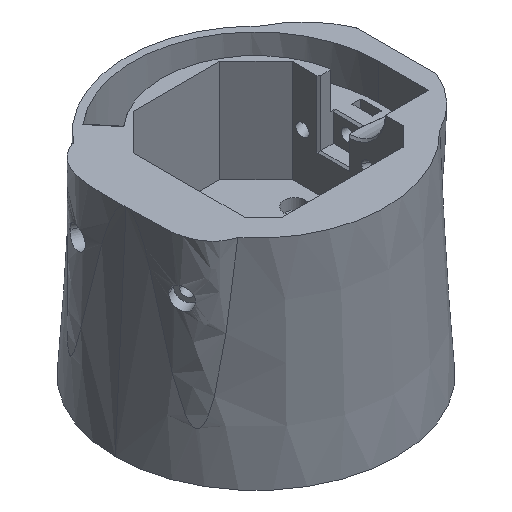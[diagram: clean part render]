
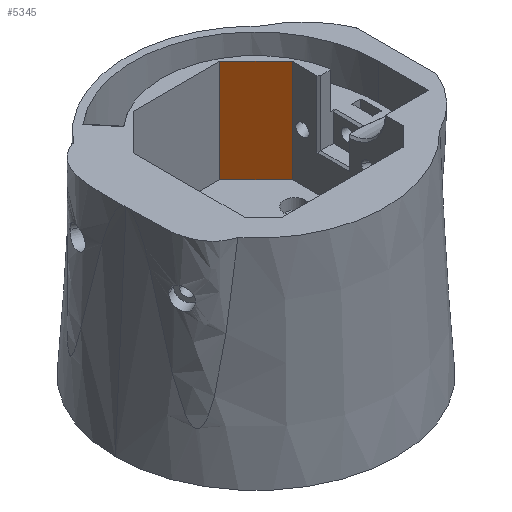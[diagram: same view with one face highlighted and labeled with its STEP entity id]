
A CAD part, isometric view. The second image highlights one B-rep face of the part: STEP entity #5345.
In plain terms, the highlighted planar face has unit normal (-0.707, -0.707, 0).
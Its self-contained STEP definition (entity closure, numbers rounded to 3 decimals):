
#250 = VERTEX_POINT ( 'NONE', #4547 ) ;
#341 = ORIENTED_EDGE ( 'NONE', *, *, #4876, .T. ) ;
#370 = VERTEX_POINT ( 'NONE', #3106 ) ;
#373 = PLANE ( 'NONE',  #674 ) ;
#410 = CARTESIAN_POINT ( 'NONE',  ( 22., 12., 58.4 ) ) ;
#621 = ORIENTED_EDGE ( 'NONE', *, *, #2574, .T. ) ;
#674 = AXIS2_PLACEMENT_3D ( 'NONE', #2738, #1367, #2298 ) ;
#711 = ORIENTED_EDGE ( 'NONE', *, *, #3186, .F. ) ;
#1051 = VECTOR ( 'NONE', #4259, 1000. ) ;
#1367 = DIRECTION ( 'NONE',  ( 0.707, 0.707, 0. ) ) ;
#1527 = CARTESIAN_POINT ( 'NONE',  ( 22., 12., 30. ) ) ;
#1678 = CARTESIAN_POINT ( 'NONE',  ( 12., 22., -33.655 ) ) ;
#2099 = VECTOR ( 'NONE', #2242, 1000. ) ;
#2119 = LINE ( 'NONE', #410, #2099 ) ;
#2142 = CARTESIAN_POINT ( 'NONE',  ( 12., 22., 58.4 ) ) ;
#2242 = DIRECTION ( 'NONE',  ( -0.707, 0.707, 0. ) ) ;
#2298 = DIRECTION ( 'NONE',  ( -0.707, 0.707, 0. ) ) ;
#2574 = EDGE_CURVE ( 'NONE', #250, #370, #2957, .T. ) ;
#2597 = VERTEX_POINT ( 'NONE', #4760 ) ;
#2738 = CARTESIAN_POINT ( 'NONE',  ( 22., 12., -33.655 ) ) ;
#2787 = CARTESIAN_POINT ( 'NONE',  ( 22., 12., -33.655 ) ) ;
#2957 = LINE ( 'NONE', #1527, #1051 ) ;
#3106 = CARTESIAN_POINT ( 'NONE',  ( 22., 12., 30. ) ) ;
#3186 = EDGE_CURVE ( 'NONE', #250, #5242, #5827, .T. ) ;
#3353 = EDGE_CURVE ( 'NONE', #370, #2597, #4086, .T. ) ;
#3618 = VECTOR ( 'NONE', #5499, 1000. ) ;
#3904 = VECTOR ( 'NONE', #3970, 1000. ) ;
#3970 = DIRECTION ( 'NONE',  ( 0., 0., 1. ) ) ;
#4086 = LINE ( 'NONE', #2787, #3618 ) ;
#4259 = DIRECTION ( 'NONE',  ( 0.707, -0.707, 0. ) ) ;
#4547 = CARTESIAN_POINT ( 'NONE',  ( 12., 22., 30. ) ) ;
#4760 = CARTESIAN_POINT ( 'NONE',  ( 22., 12., 58.4 ) ) ;
#4876 = EDGE_CURVE ( 'NONE', #2597, #5242, #2119, .T. ) ;
#4980 = FACE_OUTER_BOUND ( 'NONE', #5492, .T. ) ;
#5242 = VERTEX_POINT ( 'NONE', #2142 ) ;
#5324 = ORIENTED_EDGE ( 'NONE', *, *, #3353, .T. ) ;
#5345 = ADVANCED_FACE ( 'NONE', ( #4980 ), #373, .F. ) ;
#5492 = EDGE_LOOP ( 'NONE', ( #621, #5324, #341, #711 ) ) ;
#5499 = DIRECTION ( 'NONE',  ( 0., 0., 1. ) ) ;
#5827 = LINE ( 'NONE', #1678, #3904 ) ;
